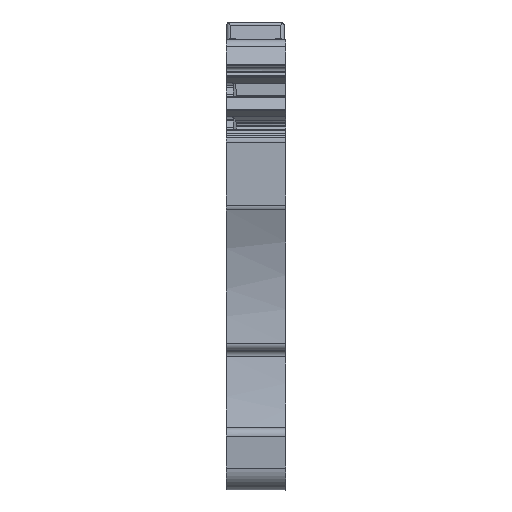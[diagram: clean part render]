
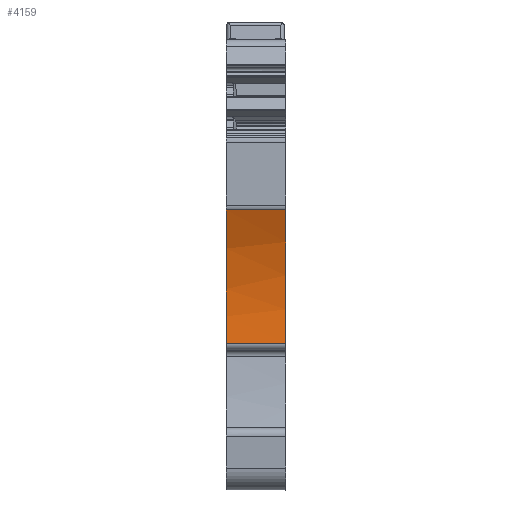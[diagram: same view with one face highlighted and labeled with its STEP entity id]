
A CAD part, front view. The second image highlights one B-rep face of the part: STEP entity #4159.
In plain terms, the highlighted cylindrical face has radius 20 mm (diameter 40 mm), a partial arc.
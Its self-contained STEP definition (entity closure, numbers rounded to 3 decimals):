
#4139=AXIS2_PLACEMENT_3D('Cylinder Axis2P3D',#4136,#4137,#4138) ;
#4143=AXIS2_PLACEMENT_3D('Circle Axis2P3D',#4141,#4142,$) ;
#815=CARTESIAN_POINT('Vertex',(0.,1.839,12.477)) ;
#819=CARTESIAN_POINT('Control Point',(0.,0.27,23.842)) ;
#820=CARTESIAN_POINT('Control Point',(0.,1.089,22.048)) ;
#821=CARTESIAN_POINT('Control Point',(0.,1.686,20.154)) ;
#822=CARTESIAN_POINT('Control Point',(0.,2.046,18.194)) ;
#823=CARTESIAN_POINT('Control Point',(0.,2.181,15.853)) ;
#824=CARTESIAN_POINT('Control Point',(0.,1.978,13.534)) ;
#825=CARTESIAN_POINT('Control Point',(0.,1.94,13.18)) ;
#826=CARTESIAN_POINT('Control Point',(0.,1.893,12.828)) ;
#827=CARTESIAN_POINT('Control Point',(0.,1.839,12.477)) ;
#828=CARTESIAN_POINT('Vertex',(0.,0.27,23.842)) ;
#4120=CARTESIAN_POINT('Vertex',(5.1,1.839,12.477)) ;
#4123=CARTESIAN_POINT('Line Origine',(2.55,1.839,12.477)) ;
#4136=CARTESIAN_POINT('Axis2P3D Location',(2.55,-17.925,15.54)) ;
#4141=CARTESIAN_POINT('Axis2P3D Location',(5.1,-17.925,15.54)) ;
#4145=CARTESIAN_POINT('Vertex',(5.1,0.27,23.842)) ;
#4148=CARTESIAN_POINT('Line Origine',(2.55,0.27,23.842)) ;
#4124=DIRECTION('Vector Direction',(1.,0.,0.)) ;
#4137=DIRECTION('Axis2P3D Direction',(1.,0.,0.)) ;
#4138=DIRECTION('Axis2P3D XDirection',(0.,0.,-1.)) ;
#4142=DIRECTION('Axis2P3D Direction',(1.,0.,0.)) ;
#4149=DIRECTION('Vector Direction',(1.,0.,0.)) ;
#4125=VECTOR('Line Direction',#4124,1.) ;
#4150=VECTOR('Line Direction',#4149,1.) ;
#4154=ORIENTED_EDGE('',*,*,#830,.T.) ;
#4155=ORIENTED_EDGE('',*,*,#4127,.F.) ;
#4156=ORIENTED_EDGE('',*,*,#4147,.F.) ;
#4157=ORIENTED_EDGE('',*,*,#4152,.F.) ;
#4159=ADVANCED_FACE('KLTR ZTR.1\\Hauptk\X2\00F6\X0\rper',(#4158),#4140,.F.) ;
#818=B_SPLINE_CURVE_WITH_KNOTS('',5,(#819,#820,#821,#822,#823,#824,#825,#826,#827),.UNSPECIFIED.,.F.,.U.,(6,3,6),(0.,13.943,16.456),.UNSPECIFIED.) ;
#4144=CIRCLE('generated circle',#4143,20.) ;
#4140=CYLINDRICAL_SURFACE('generated cylinder',#4139,20.) ;
#830=EDGE_CURVE('',#829,#816,#818,.T.) ;
#4127=EDGE_CURVE('',#4121,#816,#4126,.F.) ;
#4147=EDGE_CURVE('',#4146,#4121,#4144,.F.) ;
#4152=EDGE_CURVE('',#829,#4146,#4151,.T.) ;
#4153=EDGE_LOOP('',(#4154,#4155,#4156,#4157)) ;
#4158=FACE_OUTER_BOUND('',#4153,.T.) ;
#4126=LINE('Line',#4123,#4125) ;
#4151=LINE('Line',#4148,#4150) ;
#816=VERTEX_POINT('',#815) ;
#829=VERTEX_POINT('',#828) ;
#4121=VERTEX_POINT('',#4120) ;
#4146=VERTEX_POINT('',#4145) ;
